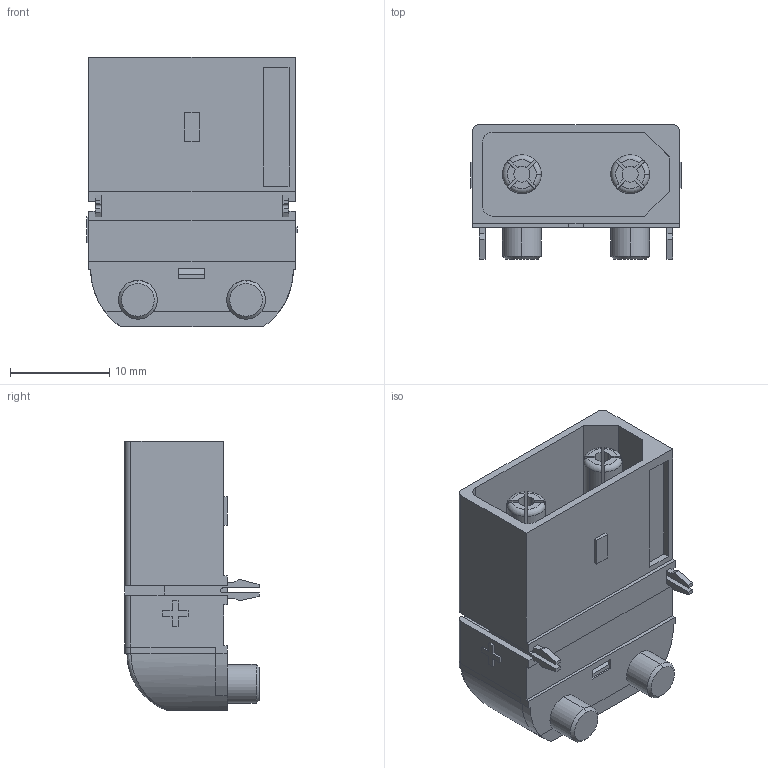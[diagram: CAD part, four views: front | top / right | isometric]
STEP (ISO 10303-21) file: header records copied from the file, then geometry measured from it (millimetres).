
FILE_DESCRIPTION (( 'STEP AP214' ), '1' );
FILE_NAME ('XT90PW-M.STEP', '2022-04-18T09:23:33', ( '' ), ( '' ), 'SwSTEP 2.0', 'SolidWorks 2017', '' );
FILE_SCHEMA (( 'AUTOMOTIVE_DESIGN' ));
Length unit declared in the file: millimetre
Products named in the file (1): XT90PW-M
Bounding box: 21.2 x 13.5 x 27.1 mm (x, y, z)
Volume: 3952.8 mm3; surface area: 4649.4 mm2
Topology: 6 solids, 6 shells, 211 faces, 571 edges, 376 vertices
Faces by surface type: plane 140, cylinder 47, torus 18, cone 4, bspline 2
Entity records: 6926 total; most frequent: CARTESIAN_POINT 1423, ORIENTED_EDGE 1142, DIRECTION 1115, EDGE_CURVE 571, LINE 403, VECTOR 403, VERTEX_POINT 376, AXIS2_PLACEMENT_3D 356
